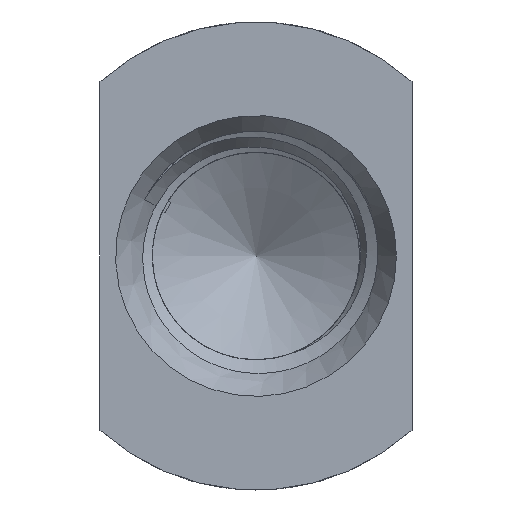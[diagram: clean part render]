
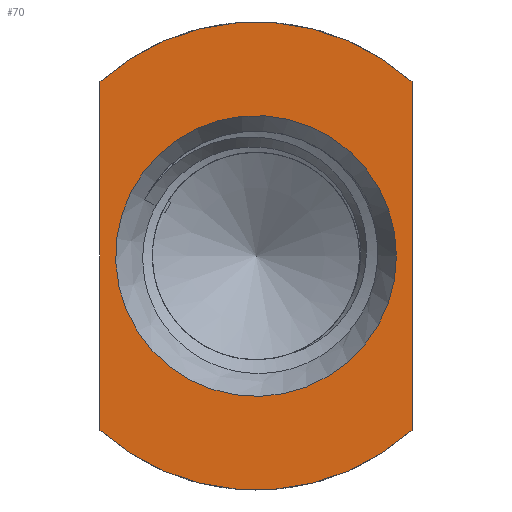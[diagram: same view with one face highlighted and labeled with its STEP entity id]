
A CAD part, left-side view. The second image highlights one B-rep face of the part: STEP entity #70.
In plain terms, the highlighted planar face has unit normal (-1, 0, 0).
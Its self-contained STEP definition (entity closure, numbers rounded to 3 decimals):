
#40=PLANE('',#318);
#58=FACE_BOUND('',#106,.T.);
#59=FACE_BOUND('',#107,.T.);
#70=ADVANCED_FACE('',(#58,#59),#40,.T.);
#106=EDGE_LOOP('',(#172,#173,#174,#175));
#107=EDGE_LOOP('',(#176));
#139=CIRCLE('',#315,7.5);
#140=CIRCLE('',#316,7.5);
#141=CIRCLE('',#317,4.5);
#172=ORIENTED_EDGE('',*,*,#259,.T.);
#173=ORIENTED_EDGE('',*,*,#265,.T.);
#174=ORIENTED_EDGE('',*,*,#264,.T.);
#175=ORIENTED_EDGE('',*,*,#266,.T.);
#176=ORIENTED_EDGE('',*,*,#267,.T.);
#230=VERTEX_POINT('',#1547);
#232=VERTEX_POINT('',#1551);
#235=VERTEX_POINT('',#1559);
#237=VERTEX_POINT('',#1563);
#238=VERTEX_POINT('',#1569);
#259=EDGE_CURVE('',#230,#232,#284,.T.);
#264=EDGE_CURVE('',#235,#237,#287,.T.);
#265=EDGE_CURVE('',#232,#235,#139,.T.);
#266=EDGE_CURVE('',#237,#230,#140,.T.);
#267=EDGE_CURVE('',#238,#238,#141,.T.);
#284=LINE('',#1552,#293);
#287=LINE('',#1564,#296);
#293=VECTOR('',#356,1.);
#296=VECTOR('',#367,1.);
#315=AXIS2_PLACEMENT_3D('',#1566,#370,#371);
#316=AXIS2_PLACEMENT_3D('',#1567,#372,#373);
#317=AXIS2_PLACEMENT_3D('',#1568,#374,#375);
#318=AXIS2_PLACEMENT_3D('',#1570,#376,#377);
#356=DIRECTION('',(0.,0.,1.));
#367=DIRECTION('',(0.,0.,-1.));
#370=DIRECTION('',(-1.,0.,0.));
#371=DIRECTION('',(0.,-1.,0.));
#372=DIRECTION('',(-1.,0.,0.));
#373=DIRECTION('',(0.,-1.,0.));
#374=DIRECTION('',(1.,0.,0.));
#375=DIRECTION('',(0.,-1.,0.));
#376=DIRECTION('',(-1.,0.,0.));
#377=DIRECTION('',(0.,0.,1.));
#1547=CARTESIAN_POINT('',(0.,-5.,-5.59));
#1551=CARTESIAN_POINT('',(0.,-5.,5.59));
#1552=CARTESIAN_POINT('',(0.,-5.,0.));
#1559=CARTESIAN_POINT('',(0.,5.,5.59));
#1563=CARTESIAN_POINT('',(0.,5.,-5.59));
#1564=CARTESIAN_POINT('',(0.,5.,0.));
#1566=CARTESIAN_POINT('',(0.,0.,0.));
#1567=CARTESIAN_POINT('',(0.,0.,0.));
#1568=CARTESIAN_POINT('',(0.,0.,0.));
#1569=CARTESIAN_POINT('',(0.,-4.5,0.));
#1570=CARTESIAN_POINT('',(0.,-3.75,0.));
